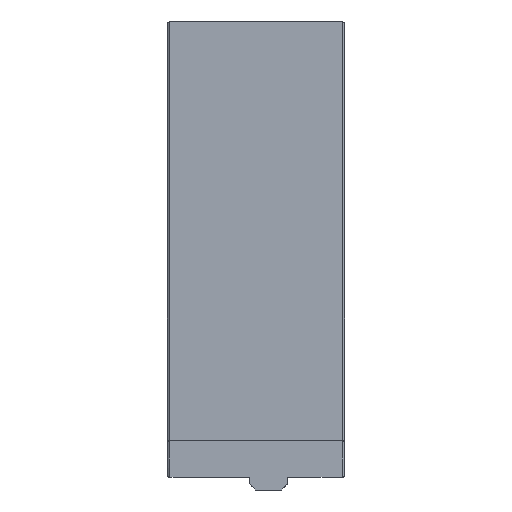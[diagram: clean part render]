
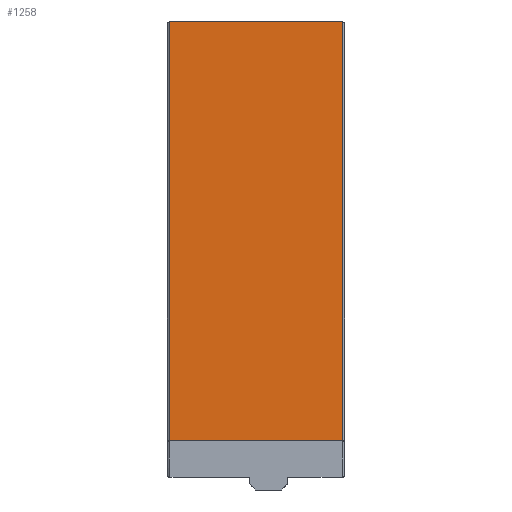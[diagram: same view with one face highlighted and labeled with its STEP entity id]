
A CAD part, left-side view. The second image highlights one B-rep face of the part: STEP entity #1258.
In plain terms, the highlighted planar face has unit normal (-1, 0, 0).
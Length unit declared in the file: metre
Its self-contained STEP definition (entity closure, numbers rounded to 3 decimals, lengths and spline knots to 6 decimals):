
#62=PLANE('',#1362);
#188=ORIENTED_EDGE('',*,*,#551,.T.);
#189=ORIENTED_EDGE('',*,*,#552,.T.);
#190=ORIENTED_EDGE('',*,*,#553,.T.);
#191=ORIENTED_EDGE('',*,*,#554,.T.);
#551=EDGE_CURVE('',#727,#728,#840,.T.);
#552=EDGE_CURVE('',#728,#729,#841,.F.);
#553=EDGE_CURVE('',#729,#730,#842,.T.);
#554=EDGE_CURVE('',#730,#727,#843,.F.);
#727=VERTEX_POINT('',#2002);
#728=VERTEX_POINT('',#2003);
#729=VERTEX_POINT('',#2005);
#730=VERTEX_POINT('',#2007);
#840=LINE('',#2001,#961);
#841=LINE('',#2004,#962);
#842=LINE('',#2006,#963);
#843=LINE('',#2008,#964);
#961=VECTOR('',#1581,1.);
#962=VECTOR('',#1582,1.);
#963=VECTOR('',#1583,1.);
#964=VECTOR('',#1584,1.);
#1056=EDGE_LOOP('',(#188,#189,#190,#191));
#1140=FACE_BOUND('',#1056,.T.);
#1258=ADVANCED_FACE('',(#1140),#62,.T.);
#1362=AXIS2_PLACEMENT_3D('',#2000,#1579,#1580);
#1579=DIRECTION('',(-1.,0.,0.));
#1580=DIRECTION('',(0.,0.,-1.));
#1581=DIRECTION('',(0.,-1.,0.));
#1582=DIRECTION('',(0.,0.,-1.));
#1583=DIRECTION('',(0.,1.,0.));
#1584=DIRECTION('',(0.,0.,1.));
#2000=CARTESIAN_POINT('',(-0.0225,0.00025,0.019));
#2001=CARTESIAN_POINT('',(-0.0225,0.00125,-0.0141));
#2002=CARTESIAN_POINT('',(-0.0225,0.00805,-0.0141));
#2003=CARTESIAN_POINT('',(-0.0225,-0.00555,-0.0141));
#2004=CARTESIAN_POINT('',(-0.0225,-0.00555,0.019));
#2005=CARTESIAN_POINT('',(-0.0225,-0.00555,0.019));
#2006=CARTESIAN_POINT('',(-0.0225,0.00725,0.019));
#2007=CARTESIAN_POINT('',(-0.0225,0.00805,0.019));
#2008=CARTESIAN_POINT('',(-0.0225,0.00805,0.019));
